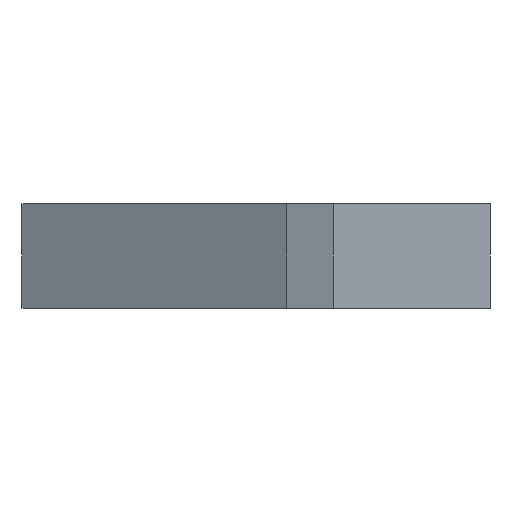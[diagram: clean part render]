
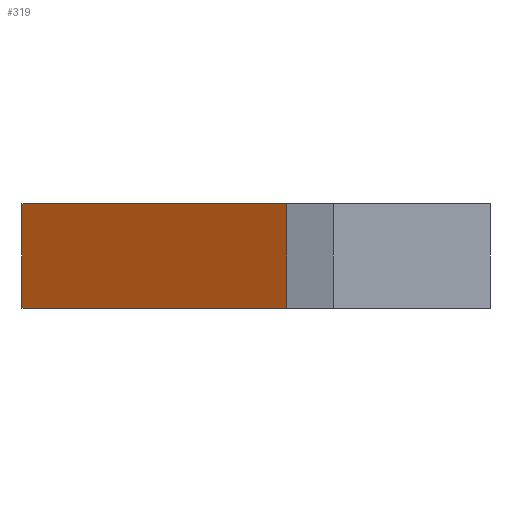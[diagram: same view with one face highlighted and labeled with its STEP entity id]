
A CAD part, front view. The second image highlights one B-rep face of the part: STEP entity #319.
In plain terms, the highlighted planar face has unit normal (-0.519, -0.855, 0).
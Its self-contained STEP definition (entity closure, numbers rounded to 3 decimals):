
#95 = DIRECTION ( 'NONE',  ( -0.519, -0.855, 0. ) ) ;
#104 = EDGE_CURVE ( 'NONE', #264, #1234, #544, .T. ) ;
#201 = EDGE_CURVE ( 'NONE', #733, #1234, #475, .T. ) ;
#231 = EDGE_CURVE ( 'NONE', #1225, #264, #925, .T. ) ;
#241 = ORIENTED_EDGE ( 'NONE', *, *, #104, .F. ) ;
#264 = VERTEX_POINT ( 'NONE', #1144 ) ;
#319 = ADVANCED_FACE ( 'NONE', ( #1165 ), #852, .T. ) ;
#375 = DIRECTION ( 'NONE',  ( 0., 0., 1. ) ) ;
#413 = CARTESIAN_POINT ( 'NONE',  ( -13.575, 31.174, 0. ) ) ;
#446 = ORIENTED_EDGE ( 'NONE', *, *, #1328, .T. ) ;
#475 = LINE ( 'NONE', #1249, #816 ) ;
#483 = ORIENTED_EDGE ( 'NONE', *, *, #201, .T. ) ;
#491 = LINE ( 'NONE', #497, #1126 ) ;
#497 = CARTESIAN_POINT ( 'NONE',  ( -13.575, 31.174, 0. ) ) ;
#503 = DIRECTION ( 'NONE',  ( 0., 0., 1. ) ) ;
#544 = LINE ( 'NONE', #982, #1046 ) ;
#668 = DIRECTION ( 'NONE',  ( 0.855, -0.519, 0. ) ) ;
#733 = VERTEX_POINT ( 'NONE', #972 ) ;
#754 = AXIS2_PLACEMENT_3D ( 'NONE', #413, #95, #961 ) ;
#816 = VECTOR ( 'NONE', #375, 1000. ) ;
#851 = DIRECTION ( 'NONE',  ( 0.855, -0.519, 0. ) ) ;
#852 = PLANE ( 'NONE',  #754 ) ;
#925 = LINE ( 'NONE', #1243, #1257 ) ;
#961 = DIRECTION ( 'NONE',  ( 0.855, -0.519, 0. ) ) ;
#972 = CARTESIAN_POINT ( 'NONE',  ( 11.781, 15.763, 0. ) ) ;
#982 = CARTESIAN_POINT ( 'NONE',  ( -13.575, 31.174, 10. ) ) ;
#1046 = VECTOR ( 'NONE', #668, 1000. ) ;
#1114 = CARTESIAN_POINT ( 'NONE',  ( 11.781, 15.763, 10. ) ) ;
#1126 = VECTOR ( 'NONE', #851, 1000. ) ;
#1144 = CARTESIAN_POINT ( 'NONE',  ( -13.575, 31.174, 10. ) ) ;
#1165 = FACE_OUTER_BOUND ( 'NONE', #1383, .T. ) ;
#1169 = ORIENTED_EDGE ( 'NONE', *, *, #231, .F. ) ;
#1199 = CARTESIAN_POINT ( 'NONE',  ( -13.575, 31.174, 0. ) ) ;
#1225 = VERTEX_POINT ( 'NONE', #1199 ) ;
#1234 = VERTEX_POINT ( 'NONE', #1114 ) ;
#1243 = CARTESIAN_POINT ( 'NONE',  ( -13.575, 31.174, 0. ) ) ;
#1249 = CARTESIAN_POINT ( 'NONE',  ( 11.781, 15.763, 0. ) ) ;
#1257 = VECTOR ( 'NONE', #503, 1000. ) ;
#1328 = EDGE_CURVE ( 'NONE', #1225, #733, #491, .T. ) ;
#1383 = EDGE_LOOP ( 'NONE', ( #241, #1169, #446, #483 ) ) ;
